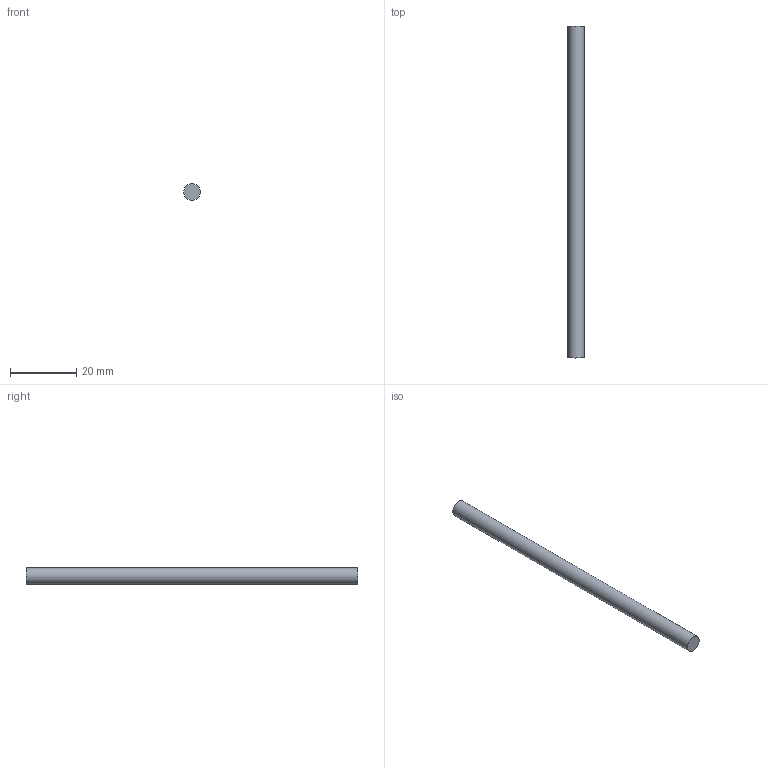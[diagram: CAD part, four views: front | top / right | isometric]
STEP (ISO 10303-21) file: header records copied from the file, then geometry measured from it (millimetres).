
FILE_DESCRIPTION(/* description */ (''),/* implementation_level */ '2;1');
FILE_NAME(/* name */ '5-Threaded rod.step',/* time_stamp */ '2018-10-08T16:55:07+02:00',/* author */ ('Rodrigo HC'),/* organization */ (''),/* preprocessor_version */ 'ST-DEVELOPER v16.1',/* originating_system */ 'Autodesk Inventor 2016',/* authorisation */ '');
FILE_SCHEMA (('AUTOMOTIVE_DESIGN { 1 0 10303 214 3 1 1 }'));
Length unit declared in the file: millimetre
Products named in the file (1): 5-Threaded rod
Bounding box: 5 x 100 x 5 mm (x, y, z)
Volume: 1963.5 mm3; surface area: 1610.1 mm2
Topology: 1 solids, 1 shells, 3 faces, 3 edges, 2 vertices
Faces by surface type: plane 2, cylinder 1
Full cylindrical faces by diameter (mm): 5 x1
Entity records: 88 total; most frequent: DIRECTION 12, CARTESIAN_POINT 8, AXIS2_PLACEMENT_3D 6, EDGE_LOOP 4, ORIENTED_EDGE 4, STYLED_ITEM 4, FACE_OUTER_BOUND 3, ADVANCED_FACE 3
